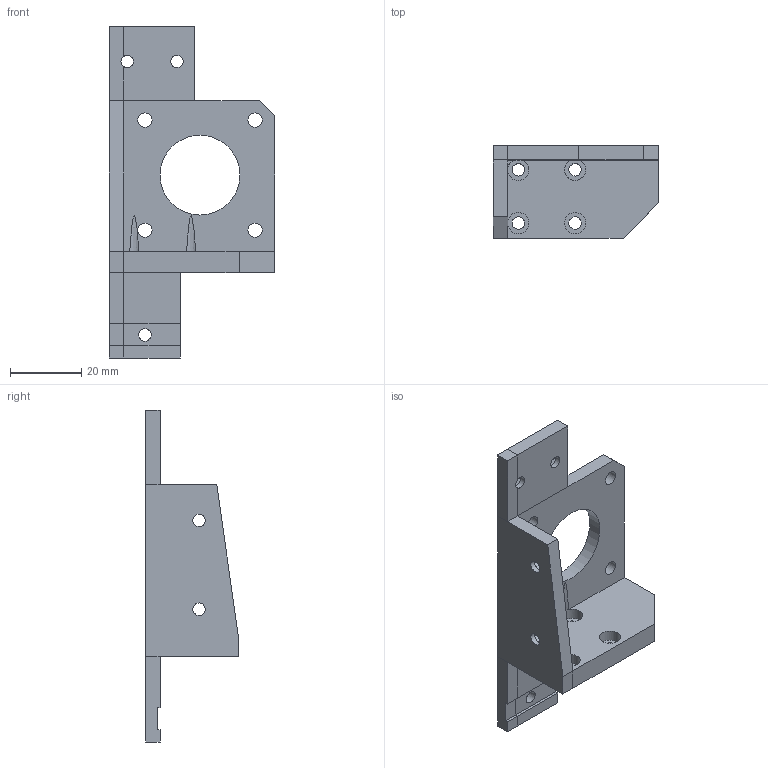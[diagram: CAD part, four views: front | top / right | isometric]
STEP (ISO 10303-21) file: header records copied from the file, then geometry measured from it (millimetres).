
FILE_DESCRIPTION(('FreeCAD Model'),'2;1');
FILE_NAME( 'Rev3.step', '2020-05-24T11:40:57',('Author'),(''), 'Open CASCADE STEP processor 7.3','FreeCAD','Unknown');
FILE_SCHEMA(('AUTOMOTIVE_DESIGN { 1 0 10303 214 1 1 1 1 }'));
Length unit declared in the file: millimetre
Products named in the file (1): Direct_Rev004
Bounding box: 46.5 x 26 x 93.5 mm (x, y, z)
Volume: 19027.4 mm3; surface area: 11763.9 mm2
Topology: 1 solids, 1 shells, 99 faces, 248 edges, 156 vertices
Faces by surface type: plane 77, cylinder 20, cone 2
Full cylindrical faces by diameter (mm): 2.9 x2, 3.5 x9, 4 x4, 6 x4, 22.5 x1
Entity records: 6341 total; most frequent: CARTESIAN_POINT 1236, DIRECTION 960, LINE 634, VECTOR 634, ORIENTED_EDGE 496, PCURVE 496, DEFINITIONAL_REPRESENTATION 496, EDGE_CURVE 248
